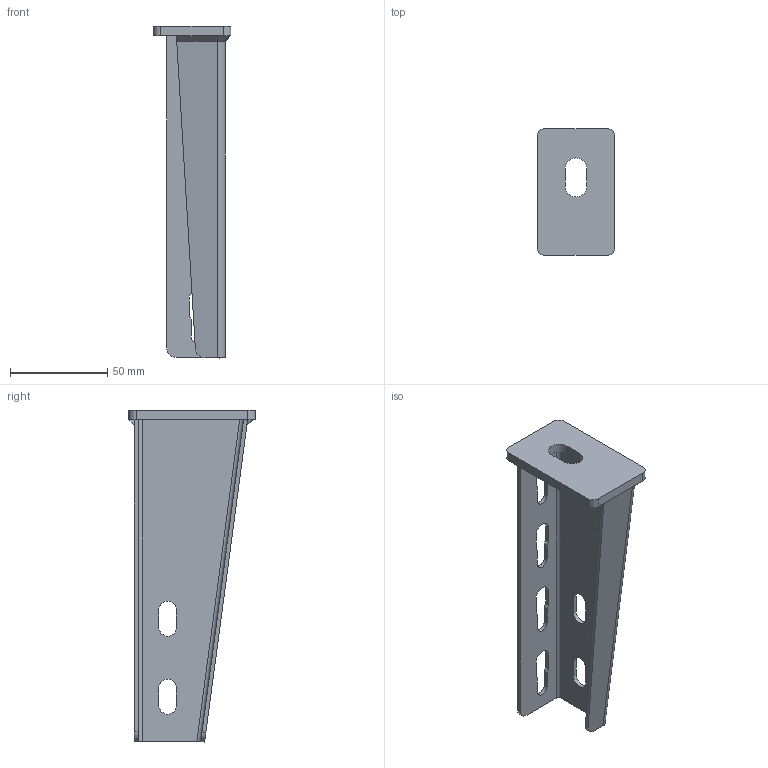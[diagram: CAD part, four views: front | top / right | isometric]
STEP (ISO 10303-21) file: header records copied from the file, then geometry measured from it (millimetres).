
FILE_DESCRIPTION((''),'2;1');
FILE_NAME('712015_ASM','2018-11-08T17:40:23',('tomasz.grudniewski'),(''),'CREO PARAMETRIC BY PTC INC, 2018260','CREO PARAMETRIC BY PTC INC, 2018260','');
FILE_SCHEMA(('CONFIG_CONTROL_DESIGN'));
Length unit declared in the file: millimetre
Products named in the file (3): PODSTAWA_40X65_PRT; WMCN_RAMIE_150_PRT; 712015_ASM
Assembly tree (2 placements, depth 2):
  712015_ASM
    PODSTAWA_40X65_PRT
    WMCN_RAMIE_150_PRT
Bounding box: 40 x 65 x 170.29 mm (x, y, z)
Volume: 39630.5 mm3; surface area: 35918.6 mm2
Topology: 2 solids, 3 shells, 83 faces, 222 edges, 144 vertices
Faces by surface type: plane 55, cylinder 24, bspline 3, cone 1
Entity records: 2818 total; most frequent: CARTESIAN_POINT 621, DIRECTION 432, ORIENTED_EDGE 432, EDGE_CURVE 222, VECTOR 170, LINE 170, VERTEX_POINT 144, AXIS2_PLACEMENT_3D 131
